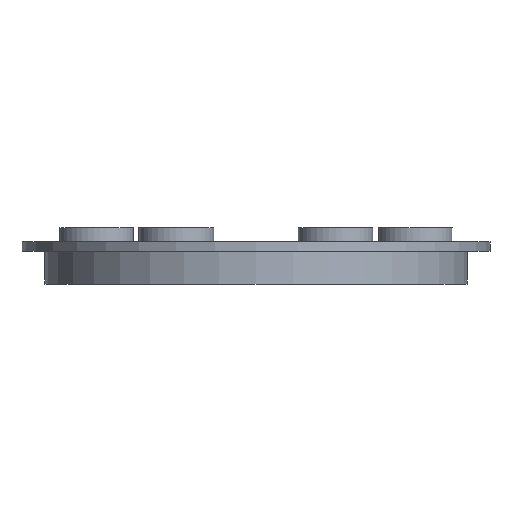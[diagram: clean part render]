
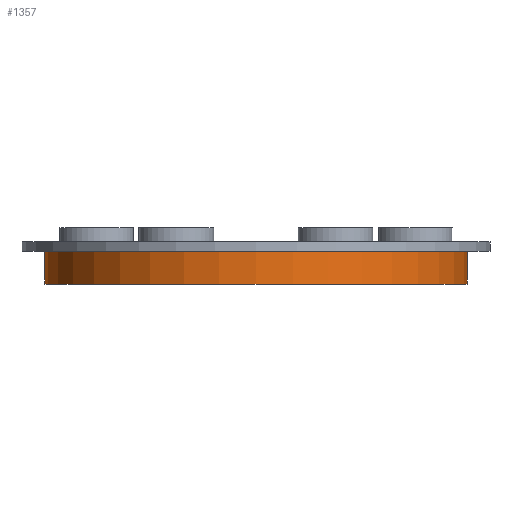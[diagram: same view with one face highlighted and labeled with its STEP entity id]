
A CAD part, front view. The second image highlights one B-rep face of the part: STEP entity #1357.
In plain terms, the highlighted cylindrical face has radius 22.55 mm (diameter 45.1 mm), a partial arc.
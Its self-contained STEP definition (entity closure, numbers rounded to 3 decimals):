
#92 = CYLINDRICAL_SURFACE ( 'NONE', #1565, 22.55 ) ;
#140 = VECTOR ( 'NONE', #1986, 1000. ) ;
#267 = AXIS2_PLACEMENT_3D ( 'NONE', #1474, #1306, #2225 ) ;
#456 = VECTOR ( 'NONE', #1362, 1000. ) ;
#522 = VERTEX_POINT ( 'NONE', #2128 ) ;
#530 = CARTESIAN_POINT ( 'NONE',  ( 22.55, 0., -29. ) ) ;
#558 = CARTESIAN_POINT ( 'NONE',  ( 22.55, 0., -23. ) ) ;
#583 = EDGE_CURVE ( 'NONE', #1744, #522, #2136, .T. ) ;
#623 = CARTESIAN_POINT ( 'NONE',  ( -22.55, 0., -29. ) ) ;
#664 = FACE_OUTER_BOUND ( 'NONE', #1201, .T. ) ;
#698 = CARTESIAN_POINT ( 'NONE',  ( 0., 0., -29. ) ) ;
#753 = DIRECTION ( 'NONE',  ( -1., 0., 0. ) ) ;
#834 = LINE ( 'NONE', #623, #456 ) ;
#945 = DIRECTION ( 'NONE',  ( 0., 0., -1. ) ) ;
#1111 = VERTEX_POINT ( 'NONE', #558 ) ;
#1143 = EDGE_CURVE ( 'NONE', #522, #1233, #834, .T. ) ;
#1182 = CIRCLE ( 'NONE', #2041, 22.55 ) ;
#1201 = EDGE_LOOP ( 'NONE', ( #2140, #2303, #1468, #1634 ) ) ;
#1218 = DIRECTION ( 'NONE',  ( 0., 0., 1. ) ) ;
#1233 = VERTEX_POINT ( 'NONE', #2094 ) ;
#1306 = DIRECTION ( 'NONE',  ( 0., 0., -1. ) ) ;
#1357 = ADVANCED_FACE ( 'NONE', ( #664 ), #92, .T. ) ;
#1362 = DIRECTION ( 'NONE',  ( 0., 0., 1. ) ) ;
#1468 = ORIENTED_EDGE ( 'NONE', *, *, #2335, .T. ) ;
#1474 = CARTESIAN_POINT ( 'NONE',  ( 0., 0., -26.5 ) ) ;
#1520 = CARTESIAN_POINT ( 'NONE',  ( 22.55, 0., -26.5 ) ) ;
#1565 = AXIS2_PLACEMENT_3D ( 'NONE', #698, #1218, #2005 ) ;
#1634 = ORIENTED_EDGE ( 'NONE', *, *, #2027, .T. ) ;
#1744 = VERTEX_POINT ( 'NONE', #1520 ) ;
#1986 = DIRECTION ( 'NONE',  ( 0., 0., 1. ) ) ;
#2005 = DIRECTION ( 'NONE',  ( 1., 0., 0. ) ) ;
#2027 = EDGE_CURVE ( 'NONE', #1111, #1233, #1182, .T. ) ;
#2041 = AXIS2_PLACEMENT_3D ( 'NONE', #2240, #945, #753 ) ;
#2094 = CARTESIAN_POINT ( 'NONE',  ( -22.55, 0., -23. ) ) ;
#2128 = CARTESIAN_POINT ( 'NONE',  ( -22.55, 0., -26.5 ) ) ;
#2136 = CIRCLE ( 'NONE', #267, 22.55 ) ;
#2140 = ORIENTED_EDGE ( 'NONE', *, *, #1143, .F. ) ;
#2196 = LINE ( 'NONE', #530, #140 ) ;
#2225 = DIRECTION ( 'NONE',  ( -1., 0., 0. ) ) ;
#2240 = CARTESIAN_POINT ( 'NONE',  ( 0., 0., -23. ) ) ;
#2303 = ORIENTED_EDGE ( 'NONE', *, *, #583, .F. ) ;
#2335 = EDGE_CURVE ( 'NONE', #1744, #1111, #2196, .T. ) ;
